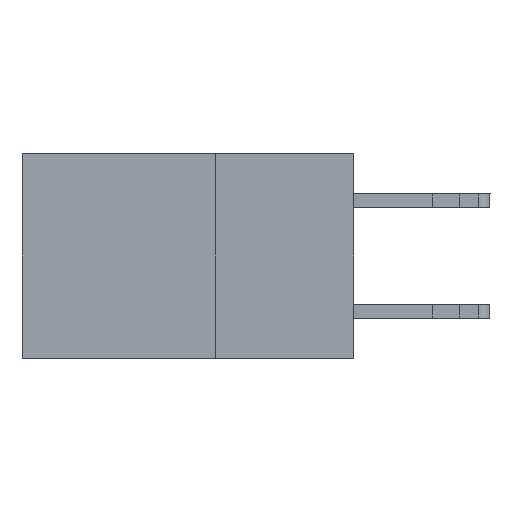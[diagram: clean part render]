
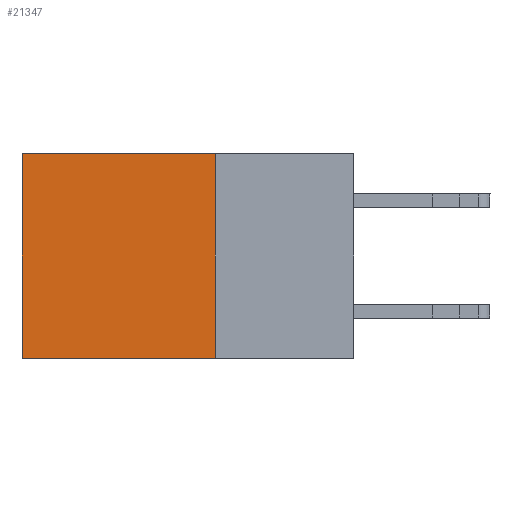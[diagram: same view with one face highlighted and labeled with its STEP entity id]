
A CAD part, left-side view. The second image highlights one B-rep face of the part: STEP entity #21347.
In plain terms, the highlighted planar face has unit normal (-1, 0, 0).
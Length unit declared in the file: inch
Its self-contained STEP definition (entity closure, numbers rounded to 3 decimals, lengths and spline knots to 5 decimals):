
#2004 = DIRECTION ( 'NONE',  ( 1., 0., 0. ) ) ;
#2045 = ORIENTED_EDGE ( 'NONE', *, *, #15079, .T. ) ;
#2803 = ORIENTED_EDGE ( 'NONE', *, *, #11216, .T. ) ;
#4244 = CARTESIAN_POINT ( 'NONE',  ( 0.2875, 0.25, 0. ) ) ;
#4767 = DIRECTION ( 'NONE',  ( 0., 1., 0. ) ) ;
#5263 = EDGE_LOOP ( 'NONE', ( #2803, #22005, #20120, #2045 ) ) ;
#6157 = DIRECTION ( 'NONE',  ( 0., 1., 0. ) ) ;
#6629 = DIRECTION ( 'NONE',  ( 0., 0., -1. ) ) ;
#8807 = DIRECTION ( 'NONE',  ( 0., 0., -1. ) ) ;
#8852 = FACE_OUTER_BOUND ( 'NONE', #5263, .T. ) ;
#9142 = CARTESIAN_POINT ( 'NONE',  ( 0.2875, 0.25, -0.37 ) ) ;
#9433 = VECTOR ( 'NONE', #8807, 39.37008 ) ;
#9529 = CARTESIAN_POINT ( 'NONE',  ( 0.2875, 0.25, -0.37 ) ) ;
#9988 = LINE ( 'NONE', #9529, #30644 ) ;
#11216 = EDGE_CURVE ( 'NONE', #18502, #25339, #20886, .T. ) ;
#12018 = CARTESIAN_POINT ( 'NONE',  ( 0.2875, 0.25, 0. ) ) ;
#12438 = CARTESIAN_POINT ( 'NONE',  ( 0.2875, 0.25, 0. ) ) ;
#13895 = CARTESIAN_POINT ( 'NONE',  ( 0.2875, 0.6, 0. ) ) ;
#15079 = EDGE_CURVE ( 'NONE', #21459, #18502, #30317, .T. ) ;
#15319 = DIRECTION ( 'NONE',  ( 0., 0., -1. ) ) ;
#16131 = VECTOR ( 'NONE', #6157, 39.37008 ) ;
#16723 = VERTEX_POINT ( 'NONE', #9142 ) ;
#18502 = VERTEX_POINT ( 'NONE', #13895 ) ;
#18558 = PLANE ( 'NONE',  #23918 ) ;
#19918 = LINE ( 'NONE', #12438, #21697 ) ;
#20120 = ORIENTED_EDGE ( 'NONE', *, *, #29330, .F. ) ;
#20886 = LINE ( 'NONE', #23273, #9433 ) ;
#21347 = ADVANCED_FACE ( 'NONE', ( #8852 ), #18558, .F. ) ;
#21459 = VERTEX_POINT ( 'NONE', #12018 ) ;
#21697 = VECTOR ( 'NONE', #15319, 39.37008 ) ;
#22005 = ORIENTED_EDGE ( 'NONE', *, *, #24139, .F. ) ;
#23171 = CARTESIAN_POINT ( 'NONE',  ( 0.2875, 0.25, 0. ) ) ;
#23273 = CARTESIAN_POINT ( 'NONE',  ( 0.2875, 0.6, 0. ) ) ;
#23918 = AXIS2_PLACEMENT_3D ( 'NONE', #4244, #2004, #6629 ) ;
#24139 = EDGE_CURVE ( 'NONE', #16723, #25339, #9988, .T. ) ;
#25339 = VERTEX_POINT ( 'NONE', #25894 ) ;
#25894 = CARTESIAN_POINT ( 'NONE',  ( 0.2875, 0.6, -0.37 ) ) ;
#29330 = EDGE_CURVE ( 'NONE', #21459, #16723, #19918, .T. ) ;
#30317 = LINE ( 'NONE', #23171, #16131 ) ;
#30644 = VECTOR ( 'NONE', #4767, 39.37008 ) ;
